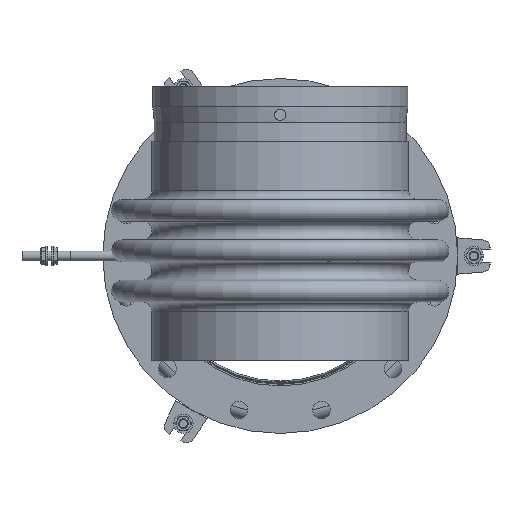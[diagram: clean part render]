
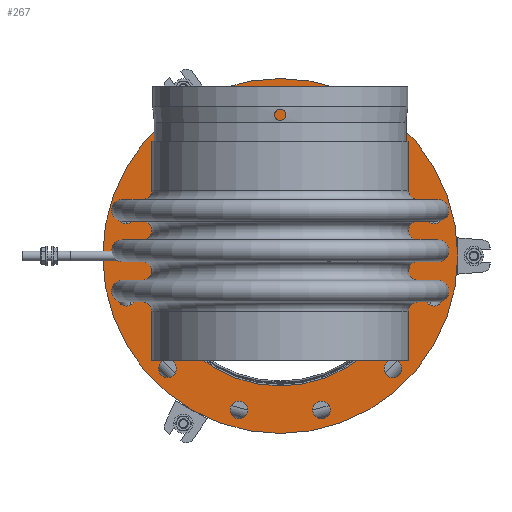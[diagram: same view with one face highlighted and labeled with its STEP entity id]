
A CAD part, left-side view. The second image highlights one B-rep face of the part: STEP entity #267.
In plain terms, the highlighted planar face has unit normal (-1, 0, 0).
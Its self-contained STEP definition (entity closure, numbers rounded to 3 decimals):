
#267 = ADVANCED_FACE( '', ( #623, #624, #625, #626, #627, #628, #629, #630, #631, #632, #633, #634, #635, #636 ), #637, .T. );
#623 = FACE_OUTER_BOUND( '', #1131, .T. );
#624 = FACE_BOUND( '', #1132, .T. );
#625 = FACE_BOUND( '', #1133, .T. );
#626 = FACE_BOUND( '', #1134, .T. );
#627 = FACE_BOUND( '', #1135, .T. );
#628 = FACE_BOUND( '', #1136, .T. );
#629 = FACE_BOUND( '', #1137, .T. );
#630 = FACE_BOUND( '', #1138, .T. );
#631 = FACE_BOUND( '', #1139, .T. );
#632 = FACE_BOUND( '', #1140, .T. );
#633 = FACE_BOUND( '', #1141, .T. );
#634 = FACE_BOUND( '', #1142, .T. );
#635 = FACE_BOUND( '', #1143, .T. );
#636 = FACE_BOUND( '', #1144, .T. );
#637 = PLANE( '', #1145 );
#1131 = EDGE_LOOP( '', ( #1777 ) );
#1132 = EDGE_LOOP( '', ( #1778 ) );
#1133 = EDGE_LOOP( '', ( #1779 ) );
#1134 = EDGE_LOOP( '', ( #1780 ) );
#1135 = EDGE_LOOP( '', ( #1781 ) );
#1136 = EDGE_LOOP( '', ( #1782 ) );
#1137 = EDGE_LOOP( '', ( #1783 ) );
#1138 = EDGE_LOOP( '', ( #1784 ) );
#1139 = EDGE_LOOP( '', ( #1785 ) );
#1140 = EDGE_LOOP( '', ( #1786 ) );
#1141 = EDGE_LOOP( '', ( #1787 ) );
#1142 = EDGE_LOOP( '', ( #1788 ) );
#1143 = EDGE_LOOP( '', ( #1789 ) );
#1144 = EDGE_LOOP( '', ( #1790 ) );
#1145 = AXIS2_PLACEMENT_3D( '', #1791, #1792, #1793 );
#1777 = ORIENTED_EDGE( '', *, *, #2193, .T. );
#1778 = ORIENTED_EDGE( '', *, *, #2278, .F. );
#1779 = ORIENTED_EDGE( '', *, *, #2280, .F. );
#1780 = ORIENTED_EDGE( '', *, *, #2281, .F. );
#1781 = ORIENTED_EDGE( '', *, *, #2148, .F. );
#1782 = ORIENTED_EDGE( '', *, *, #2282, .F. );
#1783 = ORIENTED_EDGE( '', *, *, #2283, .F. );
#1784 = ORIENTED_EDGE( '', *, *, #2187, .F. );
#1785 = ORIENTED_EDGE( '', *, *, #2284, .F. );
#1786 = ORIENTED_EDGE( '', *, *, #2285, .F. );
#1787 = ORIENTED_EDGE( '', *, *, #2286, .F. );
#1788 = ORIENTED_EDGE( '', *, *, #2165, .F. );
#1789 = ORIENTED_EDGE( '', *, *, #2287, .F. );
#1790 = ORIENTED_EDGE( '', *, *, #2288, .F. );
#1791 = CARTESIAN_POINT( '', ( 0., 0., 0. ) );
#1792 = DIRECTION( '', ( -1., 0., 0. ) );
#1793 = DIRECTION( '', ( 0., -1., 0. ) );
#2148 = EDGE_CURVE( '', #2409, #2409, #2410, .T. );
#2165 = EDGE_CURVE( '', #2438, #2438, #2439, .T. );
#2187 = EDGE_CURVE( '', #2477, #2477, #2478, .T. );
#2193 = EDGE_CURVE( '', #2485, #2485, #2486, .T. );
#2278 = EDGE_CURVE( '', #2615, #2615, #2616, .T. );
#2280 = EDGE_CURVE( '', #2618, #2618, #2619, .T. );
#2281 = EDGE_CURVE( '', #2620, #2620, #2621, .T. );
#2282 = EDGE_CURVE( '', #2622, #2622, #2623, .T. );
#2283 = EDGE_CURVE( '', #2624, #2624, #2625, .T. );
#2284 = EDGE_CURVE( '', #2626, #2626, #2627, .T. );
#2285 = EDGE_CURVE( '', #2628, #2628, #2629, .T. );
#2286 = EDGE_CURVE( '', #2630, #2630, #2631, .T. );
#2287 = EDGE_CURVE( '', #2632, #2632, #2633, .T. );
#2288 = EDGE_CURVE( '', #2634, #2634, #2635, .T. );
#2409 = VERTEX_POINT( '', #2788 );
#2410 = CIRCLE( '', #2789, 11. );
#2438 = VERTEX_POINT( '', #2847 );
#2439 = CIRCLE( '', #2848, 11. );
#2477 = VERTEX_POINT( '', #2893 );
#2478 = CIRCLE( '', #2894, 11. );
#2485 = VERTEX_POINT( '', #2903 );
#2486 = CIRCLE( '', #2904, 220. );
#2615 = VERTEX_POINT( '', #3800 );
#2616 = CIRCLE( '', #3801, 11. );
#2618 = VERTEX_POINT( '', #3803 );
#2619 = CIRCLE( '', #3804, 11. );
#2620 = VERTEX_POINT( '', #3805 );
#2621 = CIRCLE( '', #3806, 11. );
#2622 = VERTEX_POINT( '', #3807 );
#2623 = CIRCLE( '', #3808, 11. );
#2624 = VERTEX_POINT( '', #3809 );
#2625 = CIRCLE( '', #3810, 11. );
#2626 = VERTEX_POINT( '', #3811 );
#2627 = CIRCLE( '', #3812, 11. );
#2628 = VERTEX_POINT( '', #3813 );
#2629 = CIRCLE( '', #3814, 11. );
#2630 = VERTEX_POINT( '', #3815 );
#2631 = CIRCLE( '', #3816, 11. );
#2632 = VERTEX_POINT( '', #3817 );
#2633 = CIRCLE( '', #3818, 11. );
#2634 = VERTEX_POINT( '', #3819 );
#2635 = CIRCLE( '', #3820, 161. );
#2788 = CARTESIAN_POINT( '', ( 0., 179.77, -51.117 ) );
#2789 = AXIS2_PLACEMENT_3D( '', #4021, #4022, #4023 );
#2847 = CARTESIAN_POINT( '', ( 0., -150.654, 139.654 ) );
#2848 = AXIS2_PLACEMENT_3D( '', #4047, #4048, #4049 );
#2893 = CARTESIAN_POINT( '', ( 0., -62.117, -190.77 ) );
#2894 = AXIS2_PLACEMENT_3D( '', #4084, #4085, #4086 );
#2903 = CARTESIAN_POINT( '', ( 0., 220., 0. ) );
#2904 = AXIS2_PLACEMENT_3D( '', #4092, #4093, #4094 );
#3800 = CARTESIAN_POINT( '', ( 0., 40.117, 190.77 ) );
#3801 = AXIS2_PLACEMENT_3D( '', #4193, #4194, #4195 );
#3803 = CARTESIAN_POINT( '', ( 0., 128.654, 139.654 ) );
#3804 = AXIS2_PLACEMENT_3D( '', #4196, #4197, #4198 );
#3805 = CARTESIAN_POINT( '', ( 0., 179.77, 51.117 ) );
#3806 = AXIS2_PLACEMENT_3D( '', #4199, #4200, #4201 );
#3807 = CARTESIAN_POINT( '', ( 0., 128.654, -139.654 ) );
#3808 = AXIS2_PLACEMENT_3D( '', #4202, #4203, #4204 );
#3809 = CARTESIAN_POINT( '', ( 0., 40.117, -190.77 ) );
#3810 = AXIS2_PLACEMENT_3D( '', #4205, #4206, #4207 );
#3811 = CARTESIAN_POINT( '', ( 0., -150.654, -139.654 ) );
#3812 = AXIS2_PLACEMENT_3D( '', #4208, #4209, #4210 );
#3813 = CARTESIAN_POINT( '', ( 0., -201.77, -51.117 ) );
#3814 = AXIS2_PLACEMENT_3D( '', #4211, #4212, #4213 );
#3815 = CARTESIAN_POINT( '', ( 0., -201.77, 51.117 ) );
#3816 = AXIS2_PLACEMENT_3D( '', #4214, #4215, #4216 );
#3817 = CARTESIAN_POINT( '', ( 0., -62.117, 190.77 ) );
#3818 = AXIS2_PLACEMENT_3D( '', #4217, #4218, #4219 );
#3819 = CARTESIAN_POINT( '', ( 0., 0., 161. ) );
#3820 = AXIS2_PLACEMENT_3D( '', #4220, #4221, #4222 );
#4021 = CARTESIAN_POINT( '', ( 0., 190.77, -51.117 ) );
#4022 = DIRECTION( '', ( -1., 0., 0. ) );
#4023 = DIRECTION( '', ( 0., -1., 0. ) );
#4047 = CARTESIAN_POINT( '', ( 0., -139.654, 139.654 ) );
#4048 = DIRECTION( '', ( -1., 0., 0. ) );
#4049 = DIRECTION( '', ( 0., -1., 0. ) );
#4084 = CARTESIAN_POINT( '', ( 0., -51.117, -190.77 ) );
#4085 = DIRECTION( '', ( -1., 0., 0. ) );
#4086 = DIRECTION( '', ( 0., -1., 0. ) );
#4092 = CARTESIAN_POINT( '', ( 0., 0., 0. ) );
#4093 = DIRECTION( '', ( -1., 0., 0. ) );
#4094 = DIRECTION( '', ( 0., 1., 0. ) );
#4193 = CARTESIAN_POINT( '', ( 0., 51.117, 190.77 ) );
#4194 = DIRECTION( '', ( -1., 0., 0. ) );
#4195 = DIRECTION( '', ( 0., -1., 0. ) );
#4196 = CARTESIAN_POINT( '', ( 0., 139.654, 139.654 ) );
#4197 = DIRECTION( '', ( -1., 0., 0. ) );
#4198 = DIRECTION( '', ( 0., -1., 0. ) );
#4199 = CARTESIAN_POINT( '', ( 0., 190.77, 51.117 ) );
#4200 = DIRECTION( '', ( -1., 0., 0. ) );
#4201 = DIRECTION( '', ( 0., -1., 0. ) );
#4202 = CARTESIAN_POINT( '', ( 0., 139.654, -139.654 ) );
#4203 = DIRECTION( '', ( -1., 0., 0. ) );
#4204 = DIRECTION( '', ( 0., -1., 0. ) );
#4205 = CARTESIAN_POINT( '', ( 0., 51.117, -190.77 ) );
#4206 = DIRECTION( '', ( -1., 0., 0. ) );
#4207 = DIRECTION( '', ( 0., -1., 0. ) );
#4208 = CARTESIAN_POINT( '', ( 0., -139.654, -139.654 ) );
#4209 = DIRECTION( '', ( -1., 0., 0. ) );
#4210 = DIRECTION( '', ( 0., -1., 0. ) );
#4211 = CARTESIAN_POINT( '', ( 0., -190.77, -51.117 ) );
#4212 = DIRECTION( '', ( -1., 0., 0. ) );
#4213 = DIRECTION( '', ( 0., -1., 0. ) );
#4214 = CARTESIAN_POINT( '', ( 0., -190.77, 51.117 ) );
#4215 = DIRECTION( '', ( -1., 0., 0. ) );
#4216 = DIRECTION( '', ( 0., -1., 0. ) );
#4217 = CARTESIAN_POINT( '', ( 0., -51.117, 190.77 ) );
#4218 = DIRECTION( '', ( -1., 0., 0. ) );
#4219 = DIRECTION( '', ( 0., -1., 0. ) );
#4220 = CARTESIAN_POINT( '', ( 0., 0., 0. ) );
#4221 = DIRECTION( '', ( -1., 0., 0. ) );
#4222 = DIRECTION( '', ( 0., 0., 1. ) );
